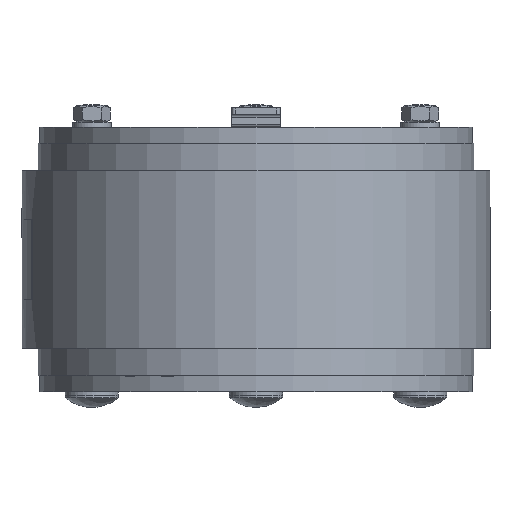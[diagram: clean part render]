
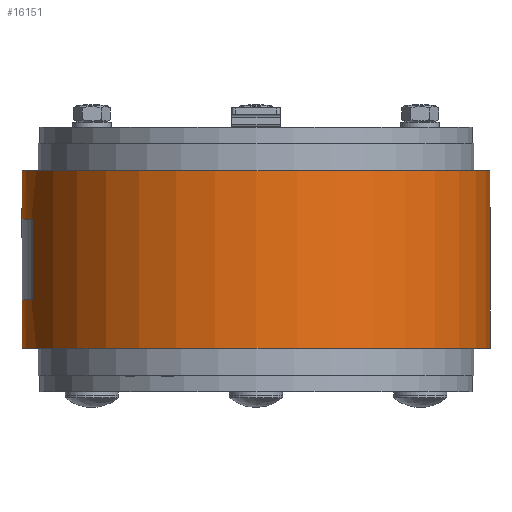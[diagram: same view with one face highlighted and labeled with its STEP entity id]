
A CAD part, front view. The second image highlights one B-rep face of the part: STEP entity #16151.
In plain terms, the highlighted cylindrical face has radius 72.5 mm (diameter 145 mm), a partial arc.
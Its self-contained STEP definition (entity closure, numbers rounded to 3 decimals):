
#2028=LINE('',#27223,#3768);
#2035=LINE('',#27240,#3775);
#2045=LINE('',#27259,#3785);
#2054=LINE('',#27282,#3794);
#2061=LINE('',#27306,#3801);
#2062=LINE('',#27308,#3802);
#3768=VECTOR('',#20709,25.);
#3775=VECTOR('',#20726,15.);
#3785=VECTOR('',#20746,15.);
#3794=VECTOR('',#20769,25.);
#3801=VECTOR('',#20796,15.);
#3802=VECTOR('',#20799,15.);
#5859=FACE_OUTER_BOUND('',#6818,.T.);
#6818=EDGE_LOOP('',(#15177,#15178,#15179,#15180,#15181,#15182,#15183,#15184,
#15185,#15186,#15187,#15188,#15189,#15190));
#6996=CIRCLE('',#17100,72.5);
#6998=CIRCLE('',#17103,72.5);
#7000=CIRCLE('',#17106,72.5);
#7002=CIRCLE('',#17110,72.5);
#7004=CIRCLE('',#17123,72.5);
#7006=CIRCLE('',#17127,72.5);
#7009=CIRCLE('',#17131,72.5);
#7010=CIRCLE('',#17133,72.5);
#8470=VERTEX_POINT('',#27195);
#8471=VERTEX_POINT('',#27196);
#8474=VERTEX_POINT('',#27204);
#8475=VERTEX_POINT('',#27205);
#8478=VERTEX_POINT('',#27213);
#8479=VERTEX_POINT('',#27214);
#8482=VERTEX_POINT('',#27222);
#8484=VERTEX_POINT('',#27228);
#8494=VERTEX_POINT('',#27272);
#8495=VERTEX_POINT('',#27273);
#8498=VERTEX_POINT('',#27281);
#8500=VERTEX_POINT('',#27287);
#8503=VERTEX_POINT('',#27295);
#8504=VERTEX_POINT('',#27299);
#10681=EDGE_CURVE('',#8470,#8471,#6996,.T.);
#10685=EDGE_CURVE('',#8474,#8475,#6998,.T.);
#10689=EDGE_CURVE('',#8478,#8479,#7000,.T.);
#10693=EDGE_CURVE('',#8479,#8482,#2028,.T.);
#10696=EDGE_CURVE('',#8482,#8484,#7002,.T.);
#10702=EDGE_CURVE('',#8470,#8484,#2035,.T.);
#10712=EDGE_CURVE('',#8478,#8475,#2045,.T.);
#10719=EDGE_CURVE('',#8494,#8495,#7004,.T.);
#10723=EDGE_CURVE('',#8498,#8494,#2054,.T.);
#10726=EDGE_CURVE('',#8500,#8498,#7006,.T.);
#10731=EDGE_CURVE('',#8503,#8471,#7009,.T.);
#10732=EDGE_CURVE('',#8474,#8504,#7010,.T.);
#10736=EDGE_CURVE('',#8504,#8500,#2061,.T.);
#10737=EDGE_CURVE('',#8495,#8503,#2062,.T.);
#15177=ORIENTED_EDGE('',*,*,#10731,.F.);
#15178=ORIENTED_EDGE('',*,*,#10737,.F.);
#15179=ORIENTED_EDGE('',*,*,#10719,.F.);
#15180=ORIENTED_EDGE('',*,*,#10723,.F.);
#15181=ORIENTED_EDGE('',*,*,#10726,.F.);
#15182=ORIENTED_EDGE('',*,*,#10736,.F.);
#15183=ORIENTED_EDGE('',*,*,#10732,.F.);
#15184=ORIENTED_EDGE('',*,*,#10685,.T.);
#15185=ORIENTED_EDGE('',*,*,#10712,.F.);
#15186=ORIENTED_EDGE('',*,*,#10689,.T.);
#15187=ORIENTED_EDGE('',*,*,#10693,.T.);
#15188=ORIENTED_EDGE('',*,*,#10696,.T.);
#15189=ORIENTED_EDGE('',*,*,#10702,.F.);
#15190=ORIENTED_EDGE('',*,*,#10681,.T.);
#15289=CYLINDRICAL_SURFACE('',#17137,72.5);
#16151=ADVANCED_FACE('',(#5859),#15289,.T.);
#17100=AXIS2_PLACEMENT_3D('',#27197,#20685,#20686);
#17103=AXIS2_PLACEMENT_3D('',#27206,#20693,#20694);
#17106=AXIS2_PLACEMENT_3D('',#27215,#20701,#20702);
#17110=AXIS2_PLACEMENT_3D('',#27229,#20714,#20715);
#17123=AXIS2_PLACEMENT_3D('',#27274,#20761,#20762);
#17127=AXIS2_PLACEMENT_3D('',#27288,#20774,#20775);
#17131=AXIS2_PLACEMENT_3D('',#27297,#20784,#20785);
#17133=AXIS2_PLACEMENT_3D('',#27300,#20788,#20789);
#17137=AXIS2_PLACEMENT_3D('',#27310,#20801,#20802);
#20685=DIRECTION('center_axis',(0.,1.,0.));
#20686=DIRECTION('ref_axis',(0.,0.,1.));
#20693=DIRECTION('center_axis',(0.,-1.,0.));
#20694=DIRECTION('ref_axis',(0.,0.,1.));
#20701=DIRECTION('center_axis',(0.,1.,0.));
#20702=DIRECTION('ref_axis',(0.,0.,1.));
#20709=DIRECTION('',(0.,-1.,0.));
#20714=DIRECTION('center_axis',(0.,-1.,0.));
#20715=DIRECTION('ref_axis',(0.,0.,1.));
#20726=DIRECTION('',(0.,1.,0.));
#20746=DIRECTION('',(0.,1.,0.));
#20761=DIRECTION('center_axis',(0.,-1.,0.));
#20762=DIRECTION('ref_axis',(-0.292,0.,-0.956));
#20769=DIRECTION('',(0.,-1.,0.));
#20774=DIRECTION('center_axis',(0.,1.,0.));
#20775=DIRECTION('ref_axis',(0.,0.,-1.));
#20784=DIRECTION('center_axis',(0.,-1.,0.));
#20785=DIRECTION('ref_axis',(0.,0.,-1.));
#20788=DIRECTION('center_axis',(0.,1.,0.));
#20789=DIRECTION('ref_axis',(0.,0.,-1.));
#20796=DIRECTION('',(0.,-1.,0.));
#20799=DIRECTION('',(0.,-1.,0.));
#20801=DIRECTION('center_axis',(0.,1.,0.));
#20802=DIRECTION('ref_axis',(0.,0.,-1.));
#27195=CARTESIAN_POINT('',(-109.948,-27.5,5.));
#27196=CARTESIAN_POINT('',(-109.948,-27.5,-140.));
#27197=CARTESIAN_POINT('Origin',(-109.948,-27.5,-67.5));
#27204=CARTESIAN_POINT('',(-109.948,27.5,-140.));
#27205=CARTESIAN_POINT('',(-109.948,27.5,5.));
#27206=CARTESIAN_POINT('Origin',(-109.948,27.5,-67.5));
#27213=CARTESIAN_POINT('',(-109.948,12.5,5.));
#27214=CARTESIAN_POINT('',(-89.521,12.5,2.063));
#27215=CARTESIAN_POINT('Origin',(-109.948,12.5,-67.5));
#27222=CARTESIAN_POINT('',(-89.521,-12.5,2.063));
#27223=CARTESIAN_POINT('',(-89.521,0.,2.063));
#27228=CARTESIAN_POINT('',(-109.948,-12.5,5.));
#27229=CARTESIAN_POINT('Origin',(-109.948,-12.5,-67.5));
#27240=CARTESIAN_POINT('',(-109.948,-13.75,5.));
#27259=CARTESIAN_POINT('',(-109.948,6.25,5.));
#27272=CARTESIAN_POINT('',(-131.124,-12.5,-136.838));
#27273=CARTESIAN_POINT('',(-109.956,-12.5,-140.));
#27274=CARTESIAN_POINT('Origin',(-109.948,-12.5,-67.5));
#27281=CARTESIAN_POINT('',(-131.124,12.5,-136.838));
#27282=CARTESIAN_POINT('',(-131.124,-12.5,-136.838));
#27287=CARTESIAN_POINT('',(-109.956,12.5,-140.));
#27288=CARTESIAN_POINT('Origin',(-109.948,12.5,-67.5));
#27295=CARTESIAN_POINT('',(-109.956,-27.5,-140.));
#27297=CARTESIAN_POINT('Origin',(-109.948,-27.5,-67.5));
#27299=CARTESIAN_POINT('',(-109.956,27.5,-140.));
#27300=CARTESIAN_POINT('Origin',(-109.948,27.5,-67.5));
#27306=CARTESIAN_POINT('',(-109.956,-27.5,-140.));
#27308=CARTESIAN_POINT('',(-109.956,-27.5,-140.));
#27310=CARTESIAN_POINT('Origin',(-109.948,0.,-67.5));
